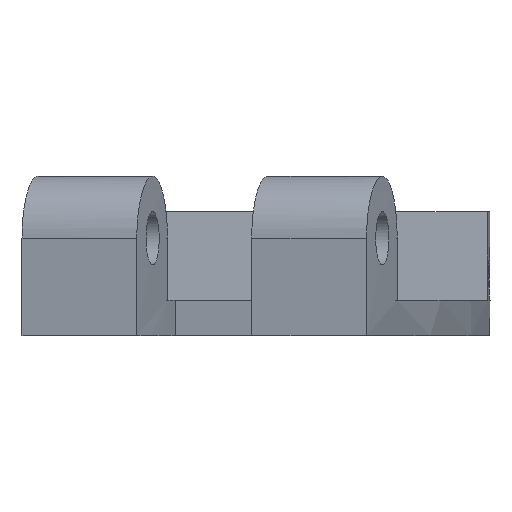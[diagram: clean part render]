
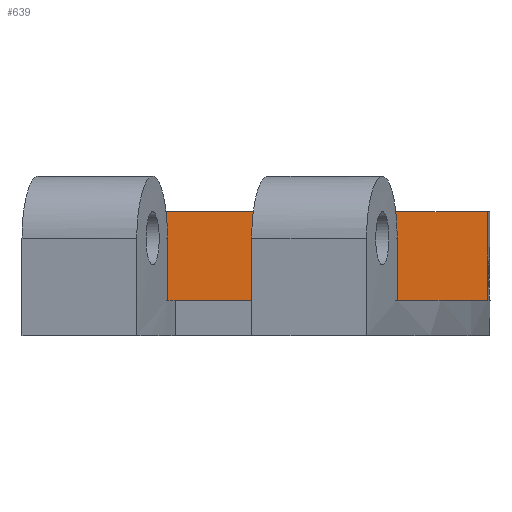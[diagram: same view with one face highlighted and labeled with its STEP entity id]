
A CAD part, left-side view. The second image highlights one B-rep face of the part: STEP entity #639.
In plain terms, the highlighted planar face has unit normal (-1, 0, 0).
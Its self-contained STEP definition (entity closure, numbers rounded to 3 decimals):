
#43=PLANE('',#692);
#61=FACE_OUTER_BOUND('',#91,.T.);
#91=EDGE_LOOP('',(#445,#446,#447,#448));
#133=LINE('',#1117,#183);
#134=LINE('',#1119,#184);
#135=LINE('',#1121,#185);
#136=LINE('',#1122,#186);
#183=VECTOR('',#748,10.);
#184=VECTOR('',#749,10.);
#185=VECTOR('',#750,10.);
#186=VECTOR('',#751,10.);
#273=VERTEX_POINT('',#1115);
#274=VERTEX_POINT('',#1116);
#275=VERTEX_POINT('',#1118);
#276=VERTEX_POINT('',#1120);
#345=EDGE_CURVE('',#273,#274,#133,.T.);
#346=EDGE_CURVE('',#273,#275,#134,.T.);
#347=EDGE_CURVE('',#276,#275,#135,.T.);
#348=EDGE_CURVE('',#274,#276,#136,.T.);
#445=ORIENTED_EDGE('',*,*,#345,.F.);
#446=ORIENTED_EDGE('',*,*,#346,.T.);
#447=ORIENTED_EDGE('',*,*,#347,.F.);
#448=ORIENTED_EDGE('',*,*,#348,.F.);
#639=ADVANCED_FACE('',(#61),#43,.T.);
#692=AXIS2_PLACEMENT_3D('',#1114,#746,#747);
#746=DIRECTION('center_axis',(-1.,0.,0.));
#747=DIRECTION('ref_axis',(0.,-1.,0.));
#748=DIRECTION('',(0.,1.,0.));
#749=DIRECTION('',(0.,0.,1.));
#750=DIRECTION('',(0.,-1.,0.));
#751=DIRECTION('',(0.,0.,1.));
#1114=CARTESIAN_POINT('Origin',(-4.,-88.188,1.));
#1115=CARTESIAN_POINT('',(-4.,-98.228,1.));
#1116=CARTESIAN_POINT('',(-4.,-88.188,1.));
#1117=CARTESIAN_POINT('',(-4.,-90.059,1.));
#1118=CARTESIAN_POINT('',(-4.,-98.228,3.5));
#1119=CARTESIAN_POINT('',(-4.,-98.228,1.));
#1120=CARTESIAN_POINT('',(-4.,-88.188,3.5));
#1121=CARTESIAN_POINT('',(-4.,-88.188,3.5));
#1122=CARTESIAN_POINT('',(-4.,-88.188,1.));
